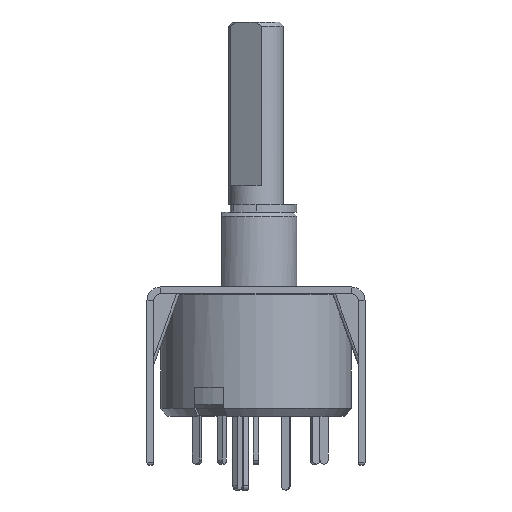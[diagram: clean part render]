
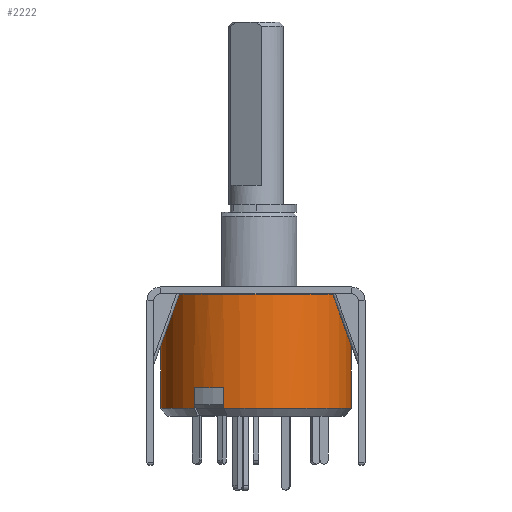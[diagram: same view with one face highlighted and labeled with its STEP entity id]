
A CAD part, front view. The second image highlights one B-rep face of the part: STEP entity #2222.
In plain terms, the highlighted cylindrical face has radius 7 mm (diameter 14 mm), a partial arc.
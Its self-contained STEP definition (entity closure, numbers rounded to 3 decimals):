
#118 = CARTESIAN_POINT ( 'NONE',  ( -4.526, -5.34, -7.4 ) ) ;
#176 = VERTEX_POINT ( 'NONE', #10680 ) ;
#461 = VERTEX_POINT ( 'NONE', #10069 ) ;
#570 = DIRECTION ( 'NONE',  ( -1., 0., 0. ) ) ;
#1220 = DIRECTION ( 'NONE',  ( 0., 0., -1. ) ) ;
#1390 = DIRECTION ( 'NONE',  ( -1., 0., 0. ) ) ;
#1432 = ORIENTED_EDGE ( 'NONE', *, *, #7958, .T. ) ;
#1707 = CARTESIAN_POINT ( 'NONE',  ( 0., 0., 9. ) ) ;
#1886 = LINE ( 'NONE', #7668, #12600 ) ;
#2222 = ADVANCED_FACE ( 'NONE', ( #4150 ), #6588, .T. ) ;
#2618 = DIRECTION ( 'NONE',  ( 1., 0., 0. ) ) ;
#2700 = DIRECTION ( 'NONE',  ( -1., 0., 0. ) ) ;
#2816 = VERTEX_POINT ( 'NONE', #2920 ) ;
#2911 = CARTESIAN_POINT ( 'NONE',  ( 0., 0., -7.4 ) ) ;
#2920 = CARTESIAN_POINT ( 'NONE',  ( -4.526, -5.34, -5.9 ) ) ;
#3026 = EDGE_CURVE ( 'NONE', #7248, #10554, #3475, .T. ) ;
#3228 = AXIS2_PLACEMENT_3D ( 'NONE', #2911, #3811, #12051 ) ;
#3475 = LINE ( 'NONE', #8416, #7856 ) ;
#3685 = DIRECTION ( 'NONE',  ( 0., 0., -1. ) ) ;
#3751 = LINE ( 'NONE', #6985, #4733 ) ;
#3811 = DIRECTION ( 'NONE',  ( 0., 0., -1. ) ) ;
#4077 = CARTESIAN_POINT ( 'NONE',  ( 7., 0., 0.95 ) ) ;
#4150 = FACE_OUTER_BOUND ( 'NONE', #8636, .T. ) ;
#4516 = CARTESIAN_POINT ( 'NONE',  ( -2.361, -6.59, -5.9 ) ) ;
#4695 = DIRECTION ( 'NONE',  ( 0., 0., -1. ) ) ;
#4733 = VECTOR ( 'NONE', #5979, 1000. ) ;
#5071 = AXIS2_PLACEMENT_3D ( 'NONE', #12696, #6512, #1390 ) ;
#5182 = ORIENTED_EDGE ( 'NONE', *, *, #11553, .F. ) ;
#5214 = CARTESIAN_POINT ( 'NONE',  ( 7., 0., -7.4 ) ) ;
#5269 = EDGE_CURVE ( 'NONE', #10554, #176, #11979, .T. ) ;
#5357 = LINE ( 'NONE', #12969, #12039 ) ;
#5721 = VERTEX_POINT ( 'NONE', #10820 ) ;
#5820 = DIRECTION ( 'NONE',  ( 0., 0., -1. ) ) ;
#5952 = AXIS2_PLACEMENT_3D ( 'NONE', #8690, #3685, #570 ) ;
#5979 = DIRECTION ( 'NONE',  ( 0., 0., -1. ) ) ;
#6058 = CIRCLE ( 'NONE', #5952, 7. ) ;
#6241 = CIRCLE ( 'NONE', #5071, 7. ) ;
#6512 = DIRECTION ( 'NONE',  ( 0., 0., 1. ) ) ;
#6588 = CYLINDRICAL_SURFACE ( 'NONE', #9030, 7. ) ;
#6733 = DIRECTION ( 'NONE',  ( 0., 0., -1. ) ) ;
#6985 = CARTESIAN_POINT ( 'NONE',  ( -2.361, -6.59, 9. ) ) ;
#7042 = EDGE_CURVE ( 'NONE', #9725, #2816, #1886, .T. ) ;
#7136 = ORIENTED_EDGE ( 'NONE', *, *, #5269, .F. ) ;
#7192 = ORIENTED_EDGE ( 'NONE', *, *, #7042, .T. ) ;
#7248 = VERTEX_POINT ( 'NONE', #4077 ) ;
#7393 = EDGE_CURVE ( 'NONE', #2816, #11517, #6241, .T. ) ;
#7668 = CARTESIAN_POINT ( 'NONE',  ( -4.526, -5.34, 9. ) ) ;
#7856 = VECTOR ( 'NONE', #1220, 1000. ) ;
#7958 = EDGE_CURVE ( 'NONE', #7248, #5721, #6058, .T. ) ;
#8416 = CARTESIAN_POINT ( 'NONE',  ( 7., 0., 9. ) ) ;
#8636 = EDGE_LOOP ( 'NONE', ( #12388, #1432, #9423, #5182, #7192, #11896, #9776, #7136 ) ) ;
#8690 = CARTESIAN_POINT ( 'NONE',  ( 0., 0., 0.95 ) ) ;
#8848 = AXIS2_PLACEMENT_3D ( 'NONE', #10849, #4695, #2618 ) ;
#9030 = AXIS2_PLACEMENT_3D ( 'NONE', #1707, #5820, #2700 ) ;
#9373 = EDGE_CURVE ( 'NONE', #11517, #176, #3751, .T. ) ;
#9423 = ORIENTED_EDGE ( 'NONE', *, *, #10390, .T. ) ;
#9725 = VERTEX_POINT ( 'NONE', #118 ) ;
#9776 = ORIENTED_EDGE ( 'NONE', *, *, #9373, .T. ) ;
#10062 = CIRCLE ( 'NONE', #8848, 7. ) ;
#10069 = CARTESIAN_POINT ( 'NONE',  ( -7., 0., -7.4 ) ) ;
#10390 = EDGE_CURVE ( 'NONE', #5721, #461, #5357, .T. ) ;
#10554 = VERTEX_POINT ( 'NONE', #5214 ) ;
#10680 = CARTESIAN_POINT ( 'NONE',  ( -2.361, -6.59, -7.4 ) ) ;
#10820 = CARTESIAN_POINT ( 'NONE',  ( -7., 0., 0.95 ) ) ;
#10849 = CARTESIAN_POINT ( 'NONE',  ( 0., 0., -7.4 ) ) ;
#11517 = VERTEX_POINT ( 'NONE', #4516 ) ;
#11553 = EDGE_CURVE ( 'NONE', #9725, #461, #10062, .T. ) ;
#11896 = ORIENTED_EDGE ( 'NONE', *, *, #7393, .T. ) ;
#11979 = CIRCLE ( 'NONE', #3228, 7. ) ;
#12039 = VECTOR ( 'NONE', #6733, 1000. ) ;
#12051 = DIRECTION ( 'NONE',  ( 1., 0., 0. ) ) ;
#12388 = ORIENTED_EDGE ( 'NONE', *, *, #3026, .F. ) ;
#12600 = VECTOR ( 'NONE', #12868, 1000. ) ;
#12696 = CARTESIAN_POINT ( 'NONE',  ( 0., 0., -5.9 ) ) ;
#12868 = DIRECTION ( 'NONE',  ( 0., 0., 1. ) ) ;
#12969 = CARTESIAN_POINT ( 'NONE',  ( -7., 0., 9. ) ) ;
